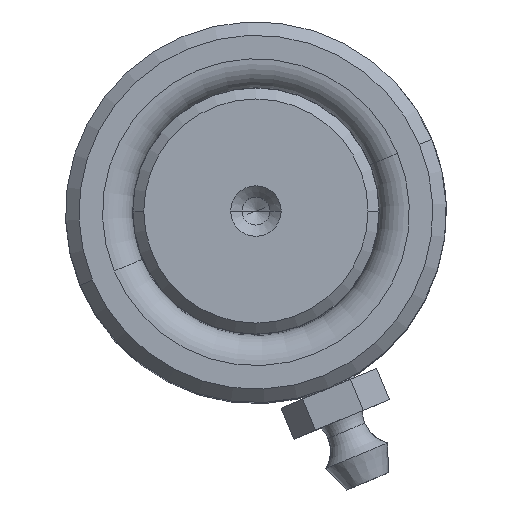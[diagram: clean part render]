
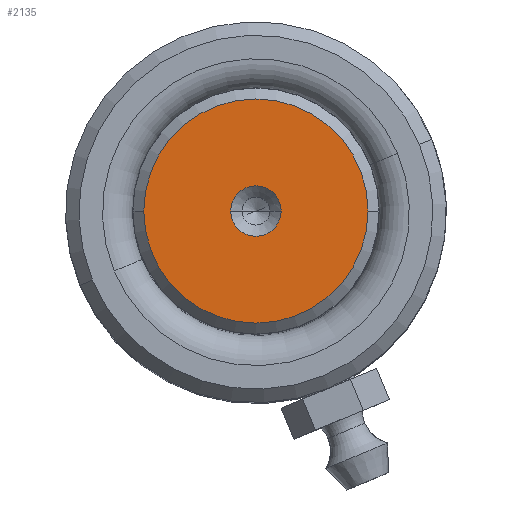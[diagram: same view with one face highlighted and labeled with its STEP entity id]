
A CAD part, top view. The second image highlights one B-rep face of the part: STEP entity #2135.
In plain terms, the highlighted planar face has unit normal (0, 0, 1).
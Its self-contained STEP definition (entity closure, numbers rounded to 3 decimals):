
#149 = AXIS2_PLACEMENT_3D ( 'NONE', #2231, #6222, #3385 ) ;
#510 = CARTESIAN_POINT ( 'NONE',  ( 0., 0., 120. ) ) ;
#529 = CIRCLE ( 'NONE', #2244, 10.009 ) ;
#770 = CIRCLE ( 'NONE', #149, 10.009 ) ;
#908 = DIRECTION ( 'NONE',  ( 1., 0., 0. ) ) ;
#959 = CARTESIAN_POINT ( 'NONE',  ( 0., 0., 120. ) ) ;
#1009 = PLANE ( 'NONE',  #7367 ) ;
#1427 = EDGE_CURVE ( 'NONE', #4887, #1449, #6533, .T. ) ;
#1449 = VERTEX_POINT ( 'NONE', #7222 ) ;
#1506 = VERTEX_POINT ( 'NONE', #3820 ) ;
#1532 = DIRECTION ( 'NONE',  ( 0., 0., 1. ) ) ;
#1630 = DIRECTION ( 'NONE',  ( 1., 0., 0. ) ) ;
#1915 = EDGE_CURVE ( 'NONE', #2407, #1506, #529, .T. ) ;
#2135 = ADVANCED_FACE ( 'NONE', ( #2935, #6489 ), #1009, .T. ) ;
#2231 = CARTESIAN_POINT ( 'NONE',  ( 0., 0., 120. ) ) ;
#2244 = AXIS2_PLACEMENT_3D ( 'NONE', #6908, #2438, #6443 ) ;
#2407 = VERTEX_POINT ( 'NONE', #6400 ) ;
#2438 = DIRECTION ( 'NONE',  ( 0., 0., 1. ) ) ;
#2850 = EDGE_CURVE ( 'NONE', #1449, #4887, #4292, .T. ) ;
#2935 = FACE_BOUND ( 'NONE', #5983, .T. ) ;
#3385 = DIRECTION ( 'NONE',  ( 1., 0., 0. ) ) ;
#3619 = ORIENTED_EDGE ( 'NONE', *, *, #1427, .F. ) ;
#3679 = EDGE_LOOP ( 'NONE', ( #4309, #5504 ) ) ;
#3788 = DIRECTION ( 'NONE',  ( 0., 0., 1. ) ) ;
#3820 = CARTESIAN_POINT ( 'NONE',  ( -10.009, 0., 120. ) ) ;
#3928 = DIRECTION ( 'NONE',  ( 1., 0., 0. ) ) ;
#4229 = ORIENTED_EDGE ( 'NONE', *, *, #2850, .F. ) ;
#4292 = CIRCLE ( 'NONE', #5975, 2.25 ) ;
#4309 = ORIENTED_EDGE ( 'NONE', *, *, #7361, .T. ) ;
#4446 = AXIS2_PLACEMENT_3D ( 'NONE', #959, #1532, #1630 ) ;
#4502 = CARTESIAN_POINT ( 'NONE',  ( -2.25, 0., 120. ) ) ;
#4887 = VERTEX_POINT ( 'NONE', #4502 ) ;
#5504 = ORIENTED_EDGE ( 'NONE', *, *, #1915, .T. ) ;
#5975 = AXIS2_PLACEMENT_3D ( 'NONE', #6619, #3788, #908 ) ;
#5983 = EDGE_LOOP ( 'NONE', ( #4229, #3619 ) ) ;
#6222 = DIRECTION ( 'NONE',  ( 0., 0., 1. ) ) ;
#6400 = CARTESIAN_POINT ( 'NONE',  ( 10.009, 0., 120. ) ) ;
#6443 = DIRECTION ( 'NONE',  ( 1., 0., 0. ) ) ;
#6489 = FACE_OUTER_BOUND ( 'NONE', #3679, .T. ) ;
#6533 = CIRCLE ( 'NONE', #4446, 2.25 ) ;
#6619 = CARTESIAN_POINT ( 'NONE',  ( 0., 0., 120. ) ) ;
#6908 = CARTESIAN_POINT ( 'NONE',  ( 0., 0., 120. ) ) ;
#7222 = CARTESIAN_POINT ( 'NONE',  ( 2.25, 0., 120. ) ) ;
#7305 = DIRECTION ( 'NONE',  ( 0., 0., 1. ) ) ;
#7361 = EDGE_CURVE ( 'NONE', #1506, #2407, #770, .T. ) ;
#7367 = AXIS2_PLACEMENT_3D ( 'NONE', #510, #7305, #3928 ) ;
